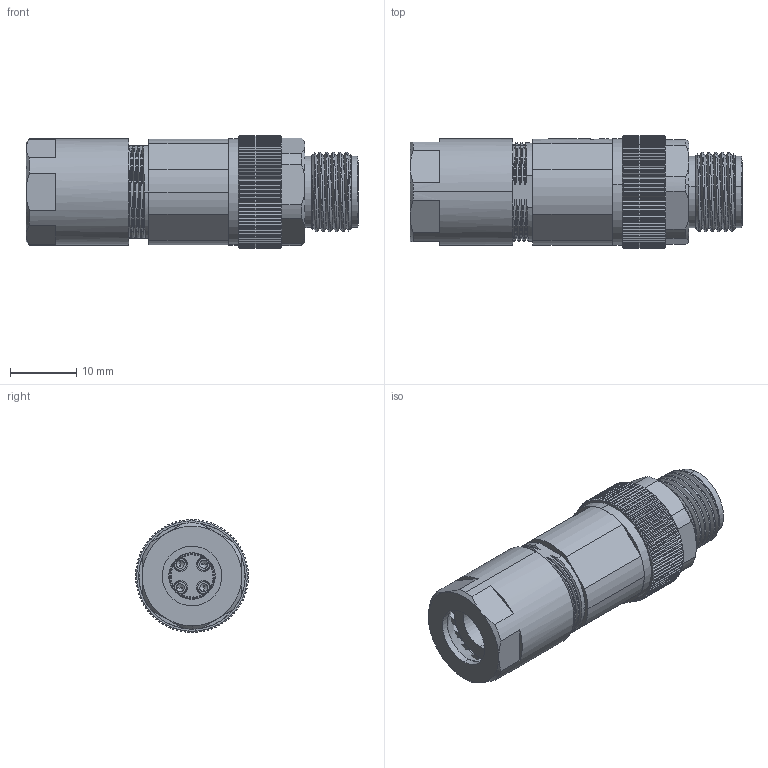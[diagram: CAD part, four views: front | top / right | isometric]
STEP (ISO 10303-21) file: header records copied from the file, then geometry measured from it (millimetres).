
FILE_DESCRIPTION (( 'STEP AP203' ), '1' );
FILE_NAME ('55-00250.STEP', '2024-05-03T01:07:22', ( '' ), ( '' ), 'SwSTEP 2.0', 'SolidWorks 2021', '' );
FILE_SCHEMA (( 'CONFIG_CONTROL_DESIGN' ));
Length unit declared in the file: millimetre
Products named in the file (16): 55-00250-04___; 55-00250-12___; 55-00250-15___; 55-00250-14___; 55-00250-03___; 55-00250-08___; 55-00250-07___; 55-00250-05___; 55-00250-11___; 55-00250; 55-00250-10___; 55-00250-01___; 55-00250-09___; 55-00250-13___; 55-00250-06___; 55-00250-02___
Assembly tree (18 placements, depth 2):
  55-00250
    55-00250-01___
    55-00250-02___
    55-00250-03___
    55-00250-04___
    55-00250-05___
    55-00250-06___
    55-00250-07___
    55-00250-08___
    55-00250-09___
    55-00250-10___
    55-00250-11___
    55-00250-12___
    55-00250-13___
    55-00250-14___
    55-00250-15___  x4
Bounding box: 50 x 17 x 17 mm (x, y, z)
Volume: 6333.1 mm3; surface area: 13502.3 mm2
Topology: 18 solids, 20 shells, 1619 faces, 4171 edges, 2602 vertices
Faces by surface type: plane 594, cylinder 401, bspline 309, cone 303, sphere 8, torus 4
Entity records: 82410 total; most frequent: CARTESIAN_POINT 46237, ORIENTED_EDGE 7994, DIRECTION 6177, EDGE_CURVE 3997, VERTEX_POINT 2504, AXIS2_PLACEMENT_3D 2502, EDGE_LOOP 1597, ADVANCED_FACE 1544
